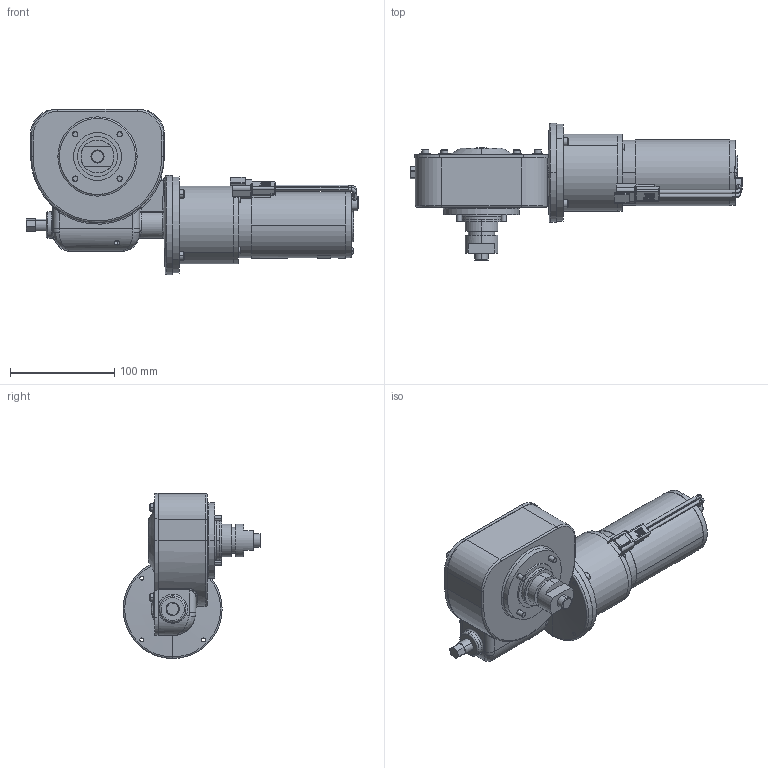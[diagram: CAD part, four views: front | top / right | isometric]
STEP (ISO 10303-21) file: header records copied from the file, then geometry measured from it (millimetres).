
FILE_DESCRIPTION((''),'2;1');
FILE_NAME('78250464_15','2012-05-22T',('sobri'),(''),'PRO/ENGINEER BY PARAMETRIC TECHNOLOGY CORPORATION, 2011180','PRO/ENGINEER BY PARAMETRIC TECHNOLOGY CORPORATION, 2011180','');
FILE_SCHEMA(('CONFIG_CONTROL_DESIGN'));
Length unit declared in the file: inch
Products named in the file (1): 78250464_15
Bounding box: 319.15 x 132.46 x 158.75 mm (x, y, z)
Surface area: 144152.8 mm2 (no closed solid volume)
Topology: 0 solids, 69 shells, 430 faces, 2284 edges, 1904 vertices
Faces by surface type: plane 185, cylinder 152, torus 33, cone 30, bspline 18, sphere 10, extrusion 2
Entity records: 23949 total; most frequent: CARTESIAN_POINT 6265, DIRECTION 3592, ORIENTED_EDGE 3045, EDGE_CURVE 2280, VERTEX_POINT 1904, VECTOR 1590, LINE 1588, AXIS2_PLACEMENT_3D 1001
